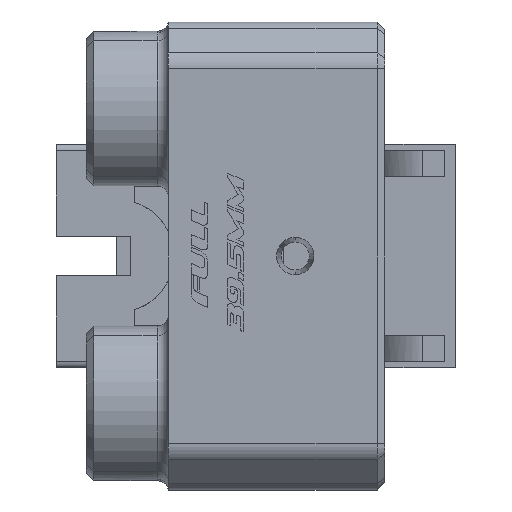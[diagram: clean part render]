
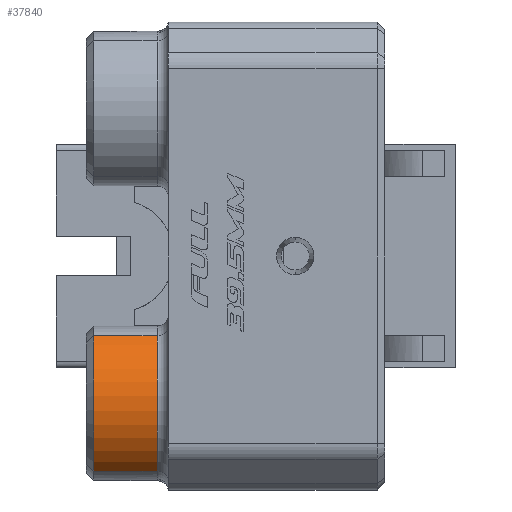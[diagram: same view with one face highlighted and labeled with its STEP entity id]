
A CAD part, left-side view. The second image highlights one B-rep face of the part: STEP entity #37840.
In plain terms, the highlighted cylindrical face has radius 11.109 mm (diameter 22.217 mm), a partial arc.
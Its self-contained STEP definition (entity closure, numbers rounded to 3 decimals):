
#1215 = CARTESIAN_POINT ( 'NONE',  ( -11.073, 38., -28.807 ) ) ;
#1286 = VERTEX_POINT ( 'NONE', #10558 ) ;
#3529 = VECTOR ( 'NONE', #37681, 1000. ) ;
#3622 = ORIENTED_EDGE ( 'NONE', *, *, #13636, .T. ) ;
#4426 = VERTEX_POINT ( 'NONE', #27623 ) ;
#5517 = CYLINDRICAL_SURFACE ( 'NONE', #34506, 11.109 ) ;
#10558 = CARTESIAN_POINT ( 'NONE',  ( -11.073, 37., -28.807 ) ) ;
#11811 = EDGE_CURVE ( 'NONE', #31283, #17183, #17144, .T. ) ;
#12793 = CIRCLE ( 'NONE', #30796, 11.109 ) ;
#12926 = VECTOR ( 'NONE', #20378, 1000. ) ;
#13547 = CARTESIAN_POINT ( 'NONE',  ( -11.073, 37., -10.693 ) ) ;
#13573 = CARTESIAN_POINT ( 'NONE',  ( -4.641, 28.5, -19.75 ) ) ;
#13636 = EDGE_CURVE ( 'NONE', #17183, #1286, #16572, .T. ) ;
#14861 = EDGE_CURVE ( 'NONE', #4426, #31283, #12793, .T. ) ;
#16572 = CIRCLE ( 'NONE', #39076, 11.109 ) ;
#17144 = LINE ( 'NONE', #38467, #12926 ) ;
#17183 = VERTEX_POINT ( 'NONE', #13547 ) ;
#18434 = DIRECTION ( 'NONE',  ( 0., 0., -1. ) ) ;
#20378 = DIRECTION ( 'NONE',  ( 0., 1., 0. ) ) ;
#20991 = EDGE_LOOP ( 'NONE', ( #30257, #3622, #30377, #29171 ) ) ;
#24289 = EDGE_CURVE ( 'NONE', #1286, #4426, #35055, .T. ) ;
#24418 = DIRECTION ( 'NONE',  ( 0., -1., 0. ) ) ;
#24668 = CARTESIAN_POINT ( 'NONE',  ( -4.641, 38., -19.75 ) ) ;
#25853 = DIRECTION ( 'NONE',  ( 0., 1., 0. ) ) ;
#27623 = CARTESIAN_POINT ( 'NONE',  ( -11.073, 28.5, -28.807 ) ) ;
#29171 = ORIENTED_EDGE ( 'NONE', *, *, #14861, .T. ) ;
#29510 = CARTESIAN_POINT ( 'NONE',  ( -4.641, 37., -19.75 ) ) ;
#30257 = ORIENTED_EDGE ( 'NONE', *, *, #11811, .T. ) ;
#30302 = CARTESIAN_POINT ( 'NONE',  ( -11.073, 28.5, -10.693 ) ) ;
#30377 = ORIENTED_EDGE ( 'NONE', *, *, #24289, .T. ) ;
#30796 = AXIS2_PLACEMENT_3D ( 'NONE', #13573, #25853, #38110 ) ;
#31283 = VERTEX_POINT ( 'NONE', #30302 ) ;
#34506 = AXIS2_PLACEMENT_3D ( 'NONE', #24668, #39744, #18434 ) ;
#35055 = LINE ( 'NONE', #1215, #3529 ) ;
#36662 = DIRECTION ( 'NONE',  ( 0., 0., 1. ) ) ;
#36717 = FACE_OUTER_BOUND ( 'NONE', #20991, .T. ) ;
#37681 = DIRECTION ( 'NONE',  ( 0., -1., 0. ) ) ;
#37840 = ADVANCED_FACE ( 'NONE', ( #36717 ), #5517, .T. ) ;
#38110 = DIRECTION ( 'NONE',  ( 0., 0., 1. ) ) ;
#38467 = CARTESIAN_POINT ( 'NONE',  ( -11.073, 38., -10.693 ) ) ;
#39076 = AXIS2_PLACEMENT_3D ( 'NONE', #29510, #24418, #36662 ) ;
#39744 = DIRECTION ( 'NONE',  ( 0., -1., 0. ) ) ;
